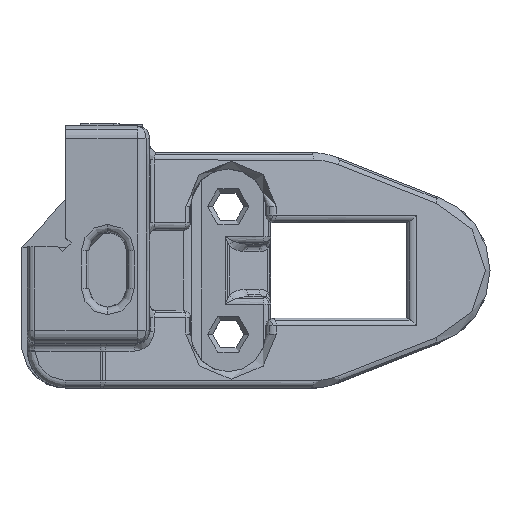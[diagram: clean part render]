
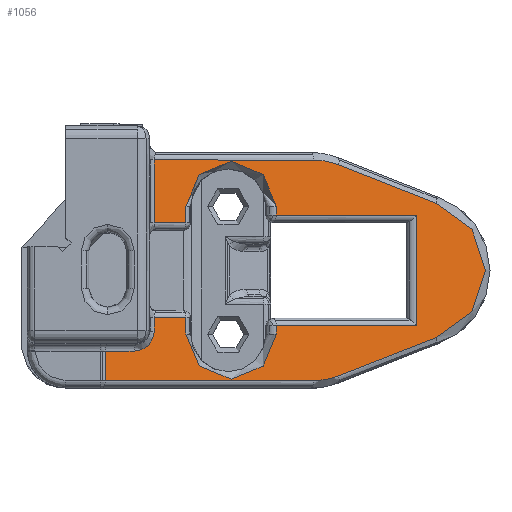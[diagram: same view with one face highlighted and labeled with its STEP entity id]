
A CAD part, top view. The second image highlights one B-rep face of the part: STEP entity #1056.
In plain terms, the highlighted planar face has unit normal (0.404, 0, 0.915).
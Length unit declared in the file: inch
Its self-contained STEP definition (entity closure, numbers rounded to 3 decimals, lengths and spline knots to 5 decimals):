
#1056=ADVANCED_FACE('',(#2109),#2110,.T.);
#2109=FACE_OUTER_BOUND('',#5063,.T.);
#2110=PLANE('',#5064);
#5063=EDGE_LOOP('',(#8324,#8325,#8326,#8327,#8328,#8329,#8330,#8331,#8332,#8333,#8334,#8335,#8336,#8337,#8338,#8339,#8340,#8341,#8342,#8343,#8344,#8345,#8346));
#5064=AXIS2_PLACEMENT_3D('',#8347,#8348,#8349);
#8324=ORIENTED_EDGE('',*,*,#9302,.F.);
#8325=ORIENTED_EDGE('',*,*,#9465,.F.);
#8326=ORIENTED_EDGE('',*,*,#9252,.F.);
#8327=ORIENTED_EDGE('',*,*,#8868,.F.);
#8328=ORIENTED_EDGE('',*,*,#9571,.F.);
#8329=ORIENTED_EDGE('',*,*,#9299,.T.);
#8330=ORIENTED_EDGE('',*,*,#9012,.F.);
#8331=ORIENTED_EDGE('',*,*,#9155,.T.);
#8332=ORIENTED_EDGE('',*,*,#8462,.F.);
#8333=ORIENTED_EDGE('',*,*,#8647,.F.);
#8334=ORIENTED_EDGE('',*,*,#9369,.F.);
#8335=ORIENTED_EDGE('',*,*,#8910,.F.);
#8336=ORIENTED_EDGE('',*,*,#9429,.F.);
#8337=ORIENTED_EDGE('',*,*,#9439,.F.);
#8338=ORIENTED_EDGE('',*,*,#9487,.F.);
#8339=ORIENTED_EDGE('',*,*,#9569,.F.);
#8340=ORIENTED_EDGE('',*,*,#9196,.F.);
#8341=ORIENTED_EDGE('',*,*,#8674,.F.);
#8342=ORIENTED_EDGE('',*,*,#9426,.F.);
#8343=ORIENTED_EDGE('',*,*,#9585,.F.);
#8344=ORIENTED_EDGE('',*,*,#9320,.F.);
#8345=ORIENTED_EDGE('',*,*,#9191,.F.);
#8346=ORIENTED_EDGE('',*,*,#8452,.F.);
#8347=CARTESIAN_POINT('',(-0.52975,0.46206,0.61013));
#8348=DIRECTION('',(0.403,0.,0.915));
#8349=DIRECTION('',(0.875,0.293,-0.386));
#8452=EDGE_CURVE('',#9738,#9740,#9741,.T.);
#8462=EDGE_CURVE('',#9756,#9758,#9759,.T.);
#8647=EDGE_CURVE('',#10075,#9756,#10077,.T.);
#8674=EDGE_CURVE('',#10117,#10119,#10120,.T.);
#8868=EDGE_CURVE('',#10423,#10425,#10426,.T.);
#8910=EDGE_CURVE('',#9907,#10490,#10491,.T.);
#9012=EDGE_CURVE('',#10639,#10641,#10642,.T.);
#9155=EDGE_CURVE('',#10639,#9758,#10838,.T.);
#9191=EDGE_CURVE('',#9740,#10880,#10881,.T.);
#9196=EDGE_CURVE('',#10119,#10667,#10886,.T.);
#9252=EDGE_CURVE('',#10425,#10962,#10963,.T.);
#9299=EDGE_CURVE('',#10313,#10641,#11024,.T.);
#9302=EDGE_CURVE('',#9882,#9738,#11028,.T.);
#9320=EDGE_CURVE('',#10880,#11048,#11049,.T.);
#9369=EDGE_CURVE('',#10490,#10075,#11107,.T.);
#9426=EDGE_CURVE('',#11172,#10117,#11174,.T.);
#9429=EDGE_CURVE('',#11176,#9907,#11178,.T.);
#9439=EDGE_CURVE('',#11187,#11176,#11189,.T.);
#9465=EDGE_CURVE('',#10962,#9882,#11222,.T.);
#9487=EDGE_CURVE('',#10318,#11187,#11244,.T.);
#9569=EDGE_CURVE('',#10667,#10318,#11328,.T.);
#9571=EDGE_CURVE('',#10313,#10423,#11330,.T.);
#9585=EDGE_CURVE('',#11048,#11172,#11344,.T.);
#9738=VERTEX_POINT('',#11554);
#9740=VERTEX_POINT('',#11556);
#9741=LINE('',#11557,#11558);
#9756=VERTEX_POINT('',#11576);
#9758=VERTEX_POINT('',#11578);
#9759=LINE('',#11579,#11580);
#9882=VERTEX_POINT('',#11735);
#9907=VERTEX_POINT('',#11762);
#10075=VERTEX_POINT('',#11981);
#10077=ELLIPSE('',#11983,0.1549,0.14173);
#10117=VERTEX_POINT('',#12033);
#10119=VERTEX_POINT('',#12035);
#10120=ELLIPSE('',#12036,0.23235,0.2126);
#10313=VERTEX_POINT('',#12351);
#10318=VERTEX_POINT('',#12356);
#10423=VERTEX_POINT('',#12495);
#10425=VERTEX_POINT('',#12497);
#10426=ELLIPSE('',#12498,0.1549,0.14173);
#10490=VERTEX_POINT('',#12599);
#10491=LINE('',#12600,#12601);
#10639=VERTEX_POINT('',#12828);
#10641=VERTEX_POINT('',#12830);
#10642=LINE('',#12831,#12832);
#10667=VERTEX_POINT('',#12875);
#10838=LINE('',#13160,#13161);
#10880=VERTEX_POINT('',#13250);
#10881=ELLIPSE('',#13251,0.23235,0.2126);
#10886=LINE('',#13257,#13258);
#10962=VERTEX_POINT('',#13364);
#10963=LINE('',#13365,#13366);
#11024=LINE('',#13453,#13454);
#11028=LINE('',#13459,#13460);
#11048=VERTEX_POINT('',#13497);
#11049=LINE('',#13498,#13499);
#11107=LINE('',#13595,#13596);
#11172=VERTEX_POINT('',#13705);
#11174=LINE('',#13720,#13721);
#11176=VERTEX_POINT('',#13723);
#11178=LINE('',#13725,#13726);
#11187=VERTEX_POINT('',#13738);
#11189=ELLIPSE('',#13740,0.06884,0.06299);
#11222=LINE('',#13781,#13782);
#11244=LINE('',#13812,#13813);
#11328=LINE('',#13918,#13919);
#11330=LINE('',#13921,#13922);
#11344=ELLIPSE('',#13936,0.24096,0.22047);
#11554=CARTESIAN_POINT('',(-0.48096,0.34567,0.58861));
#11556=CARTESIAN_POINT('',(0.01855,0.34567,0.36834));
#11557=CARTESIAN_POINT('',(-0.43451,0.34567,0.56813));
#11558=VECTOR('',#14036,1.0);
#11576=CARTESIAN_POINT('',(-0.09795,-0.2,0.41972));
#11578=CARTESIAN_POINT('',(-0.09795,-0.17329,0.41972));
#11579=CARTESIAN_POINT('',(-0.09795,0.23103,0.41972));
#11580=VECTOR('',#14052,1.0);
#11735=CARTESIAN_POINT('',(-0.48096,0.1489,0.58861));
#11762=CARTESIAN_POINT('',(-0.48096,-0.1489,0.58861));
#11981=CARTESIAN_POINT('',(-0.38141,-0.2,0.54471));
#11983=AXIS2_PLACEMENT_3D('',#14345,#14346,#14347);
#12033=CARTESIAN_POINT('',(0.09627,-0.33096,0.33407));
#12035=CARTESIAN_POINT('',(0.01855,-0.34567,0.36834));
#12036=AXIS2_PLACEMENT_3D('',#14394,#14395,#14396);
#12351=CARTESIAN_POINT('',(-0.09795,0.17329,0.41972));
#12356=CARTESIAN_POINT('',(-0.6345,-0.25394,0.65631));
#12495=CARTESIAN_POINT('',(-0.09795,0.2,0.41972));
#12497=CARTESIAN_POINT('',(-0.38141,0.2,0.54471));
#12498=AXIS2_PLACEMENT_3D('',#14666,#14667,#14668);
#12599=CARTESIAN_POINT('',(-0.38141,-0.1489,0.54471));
#12600=CARTESIAN_POINT('',(-0.49758,-0.1489,0.59594));
#12601=VECTOR('',#14740,1.0);
#12828=CARTESIAN_POINT('',(0.34215,-0.17329,0.22565));
#12830=CARTESIAN_POINT('',(0.34215,0.17329,0.22565));
#12831=CARTESIAN_POINT('',(0.34215,0.32322,0.22565));
#12832=VECTOR('',#14882,1.0);
#12875=CARTESIAN_POINT('',(-0.6345,-0.34567,0.65631));
#13160=CARTESIAN_POINT('',(-0.20058,-0.17329,0.46497));
#13161=VECTOR('',#15055,0.6);
#13250=CARTESIAN_POINT('',(0.09627,0.33096,0.33407));
#13251=AXIS2_PLACEMENT_3D('',#15093,#15094,#15095);
#13257=CARTESIAN_POINT('',(-0.4172,-0.34567,0.56049));
#13258=VECTOR('',#15103,1.0);
#13364=CARTESIAN_POINT('',(-0.38141,0.1489,0.54471));
#13365=CARTESIAN_POINT('',(-0.38141,0.23103,0.54471));
#13366=VECTOR('',#15187,1.0);
#13453=CARTESIAN_POINT('',(-0.20058,0.17329,0.46497));
#13454=VECTOR('',#15241,1.0);
#13459=CARTESIAN_POINT('',(-0.48096,0.40718,0.58861));
#13460=VECTOR('',#15243,1.0);
#13497=CARTESIAN_POINT('',(0.40392,0.21013,0.19841));
#13498=CARTESIAN_POINT('',(-0.00732,0.37164,0.37975));
#13499=VECTOR('',#15263,1.0);
#13595=CARTESIAN_POINT('',(-0.38141,0.23103,0.54471));
#13596=VECTOR('',#15310,1.0);
#13705=CARTESIAN_POINT('',(0.40392,-0.21013,0.19841));
#13720=CARTESIAN_POINT('',(0.12724,-0.31879,0.32042));
#13721=VECTOR('',#15366,1.);
#13723=CARTESIAN_POINT('',(-0.48096,-0.19094,0.58861));
#13725=CARTESIAN_POINT('',(-0.48096,0.40718,0.58861));
#13726=VECTOR('',#15370,1.0);
#13738=CARTESIAN_POINT('',(-0.54396,-0.25394,0.61639));
#13740=AXIS2_PLACEMENT_3D('',#15386,#15387,#15388);
#13781=CARTESIAN_POINT('',(-0.54449,0.1489,0.61662));
#13782=VECTOR('',#15421,1.0);
#13812=CARTESIAN_POINT('',(-0.73386,-0.25394,0.70013));
#13813=VECTOR('',#15433,1.0);
#13918=CARTESIAN_POINT('',(-0.6345,0.09176,0.65631));
#13919=VECTOR('',#15483,1.0);
#13921=CARTESIAN_POINT('',(-0.09795,0.23103,0.41972));
#13922=VECTOR('',#15484,1.0);
#13936=AXIS2_PLACEMENT_3D('',#15491,#15492,#15493);
#14036=DIRECTION('',(0.915,0.,-0.403));
#14052=DIRECTION('',(0.,1.0,0.));
#14345=CARTESIAN_POINT('',(-0.23968,-0.2,0.48221));
#14346=DIRECTION('',(0.403,0.,0.915));
#14347=DIRECTION('',(-0.915,0.,0.403));
#14394=CARTESIAN_POINT('',(0.01855,-0.13307,0.36834));
#14395=DIRECTION('',(-0.403,0.,-0.915));
#14396=DIRECTION('',(0.915,0.,-0.403));
#14666=CARTESIAN_POINT('',(-0.23968,0.2,0.48221));
#14667=DIRECTION('',(0.403,0.,0.915));
#14668=DIRECTION('',(-0.915,0.,0.403));
#14740=DIRECTION('',(0.915,0.,-0.403));
#14882=DIRECTION('',(0.,1.0,0.));
#15055=DIRECTION('',(-0.915,0.,0.403));
#15093=CARTESIAN_POINT('',(0.01855,0.13307,0.36834));
#15094=DIRECTION('',(-0.403,0.,-0.915));
#15095=DIRECTION('',(0.915,0.,-0.403));
#15103=DIRECTION('',(-0.915,0.,0.403));
#15187=DIRECTION('',(0.,-1.0,0.));
#15241=DIRECTION('',(0.915,0.,-0.403));
#15243=DIRECTION('',(0.,1.0,0.));
#15263=DIRECTION('',(0.861,-0.338,-0.38));
#15310=DIRECTION('',(0.,-1.0,0.));
#15366=DIRECTION('',(-0.861,-0.338,0.38));
#15370=DIRECTION('',(0.,1.0,0.));
#15386=CARTESIAN_POINT('',(-0.54396,-0.19094,0.61639));
#15387=DIRECTION('',(0.403,0.,0.915));
#15388=DIRECTION('',(0.915,0.,-0.403));
#15421=DIRECTION('',(-0.915,0.,0.403));
#15433=DIRECTION('',(0.915,0.,-0.403));
#15483=DIRECTION('',(0.,1.0,0.));
#15484=DIRECTION('',(0.,1.0,0.));
#15491=CARTESIAN_POINT('',(0.33718,0.,0.22784));
#15492=DIRECTION('',(-0.403,0.,-0.915));
#15493=DIRECTION('',(0.915,0.,-0.403));
